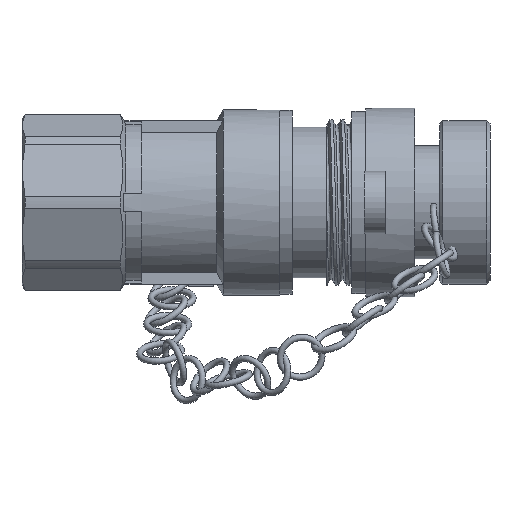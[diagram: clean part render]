
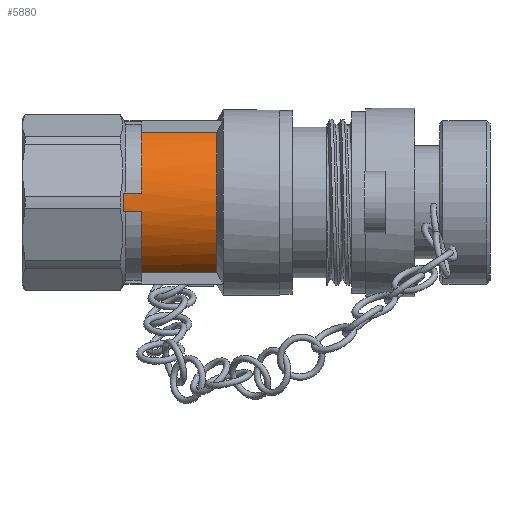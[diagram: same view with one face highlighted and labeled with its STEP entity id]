
A CAD part, front view. The second image highlights one B-rep face of the part: STEP entity #5880.
In plain terms, the highlighted cylindrical face has radius 13 mm (diameter 26 mm), a partial arc.
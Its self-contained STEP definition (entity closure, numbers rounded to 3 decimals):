
#570=LINE('',#13440,#791);
#571=LINE('',#13657,#792);
#585=LINE('',#14129,#806);
#586=LINE('',#14133,#807);
#791=VECTOR('',#8001,1000.);
#792=VECTOR('',#8012,1000.);
#806=VECTOR('',#8056,1000.);
#807=VECTOR('',#8059,1000.);
#1601=ORIENTED_EDGE('',*,*,#3090,.T.);
#1602=ORIENTED_EDGE('',*,*,#3062,.T.);
#1603=ORIENTED_EDGE('',*,*,#2980,.F.);
#1604=ORIENTED_EDGE('',*,*,#3057,.F.);
#1605=ORIENTED_EDGE('',*,*,#3091,.T.);
#1606=ORIENTED_EDGE('',*,*,#3092,.T.);
#1607=ORIENTED_EDGE('',*,*,#3093,.F.);
#1608=ORIENTED_EDGE('',*,*,#3094,.F.);
#2980=EDGE_CURVE('',#4753,#4754,#3695,.T.);
#3057=EDGE_CURVE('',#4818,#4753,#570,.T.);
#3062=EDGE_CURVE('',#4820,#4754,#571,.T.);
#3090=EDGE_CURVE('',#4839,#4820,#3715,.T.);
#3091=EDGE_CURVE('',#4818,#4840,#3716,.T.);
#3092=EDGE_CURVE('',#4840,#4841,#585,.T.);
#3093=EDGE_CURVE('',#4842,#4841,#3717,.T.);
#3094=EDGE_CURVE('',#4839,#4842,#586,.T.);
#3695=CIRCLE('',#7239,13.);
#3715=CIRCLE('',#7280,13.);
#3716=CIRCLE('',#7281,13.);
#3717=CIRCLE('',#7282,13.);
#4012=EDGE_LOOP('',(#1601,#1602,#1603,#1604,#1605,#1606,#1607,#1608));
#4323=CYLINDRICAL_SURFACE('',#7279,13.);
#4753=VERTEX_POINT('',#12382);
#4754=VERTEX_POINT('',#12384);
#4818=VERTEX_POINT('',#13439);
#4820=VERTEX_POINT('',#13658);
#4839=VERTEX_POINT('',#14126);
#4840=VERTEX_POINT('',#14128);
#4841=VERTEX_POINT('',#14130);
#4842=VERTEX_POINT('',#14132);
#5441=FACE_BOUND('',#4012,.T.);
#5880=ADVANCED_FACE('',(#5441),#4323,.T.);
#7239=AXIS2_PLACEMENT_3D('',#12383,#7945,#7946);
#7279=AXIS2_PLACEMENT_3D('',#14124,#8050,#8051);
#7280=AXIS2_PLACEMENT_3D('',#14125,#8052,#8053);
#7281=AXIS2_PLACEMENT_3D('',#14127,#8054,#8055);
#7282=AXIS2_PLACEMENT_3D('',#14131,#8057,#8058);
#7945=DIRECTION('',(1.,0.,0.));
#7946=DIRECTION('',(0.,-0.519,0.855));
#8001=DIRECTION('',(1.,0.,0.));
#8012=DIRECTION('',(1.,0.,0.));
#8050=DIRECTION('',(1.,0.,0.));
#8051=DIRECTION('',(0.,-1.,0.));
#8052=DIRECTION('',(1.,0.,0.));
#8053=DIRECTION('',(0.,-1.,0.));
#8054=DIRECTION('',(1.,0.,0.));
#8055=DIRECTION('',(0.,-1.,0.));
#8056=DIRECTION('',(-1.,0.,0.));
#8057=DIRECTION('',(-1.,0.,0.));
#8058=DIRECTION('',(0.,-0.993,-0.115));
#8059=DIRECTION('',(-1.,0.,0.));
#12382=CARTESIAN_POINT('',(-1.,-6.75,11.11));
#12383=CARTESIAN_POINT('',(-1.,0.,0.));
#12384=CARTESIAN_POINT('',(-1.,-6.75,-11.11));
#13439=CARTESIAN_POINT('',(-13.,-6.75,11.11));
#13440=CARTESIAN_POINT('',(-38.25,-6.75,11.11));
#13657=CARTESIAN_POINT('',(-38.25,-6.75,-11.11));
#13658=CARTESIAN_POINT('',(-13.,-6.75,-11.11));
#14124=CARTESIAN_POINT('',(-38.25,0.,0.));
#14125=CARTESIAN_POINT('',(-13.,0.,0.));
#14126=CARTESIAN_POINT('',(-13.,-12.913,-1.5));
#14127=CARTESIAN_POINT('',(-13.,0.,0.));
#14128=CARTESIAN_POINT('',(-13.,-12.913,1.5));
#14129=CARTESIAN_POINT('',(-38.25,-12.913,1.5));
#14130=CARTESIAN_POINT('',(-15.789,-12.913,1.5));
#14131=CARTESIAN_POINT('',(-15.789,0.,0.));
#14132=CARTESIAN_POINT('',(-15.789,-12.913,-1.5));
#14133=CARTESIAN_POINT('',(-38.25,-12.913,-1.5));
